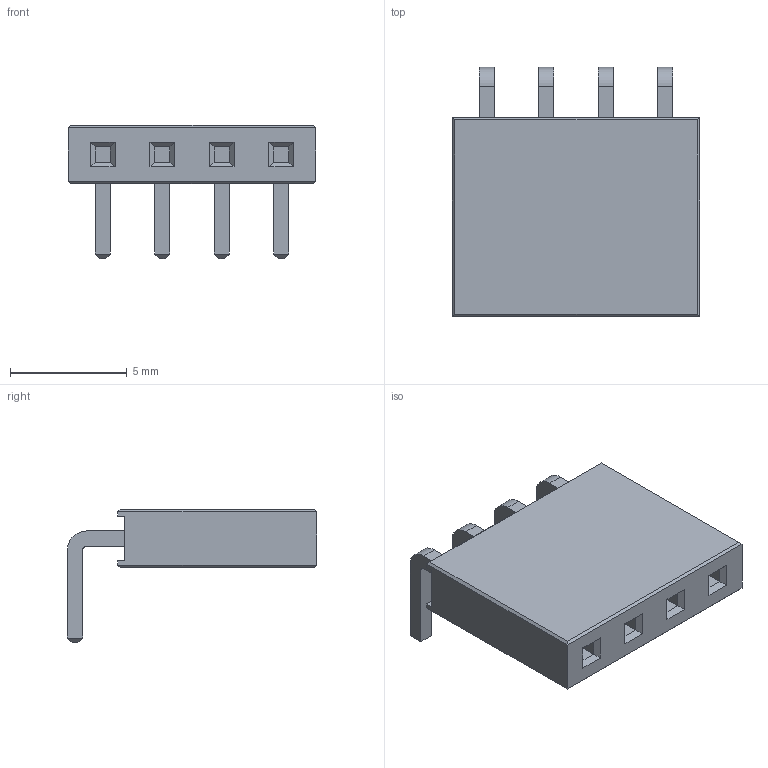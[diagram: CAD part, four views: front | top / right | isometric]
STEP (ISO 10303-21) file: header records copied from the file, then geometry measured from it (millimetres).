
FILE_DESCRIPTION (( 'STEP AP214' ), '1' );
FILE_NAME ('HDR-TH_4P-P2.54-H-F-W10.0-N.STEP', '2022-04-08T13:22:16', ( '微软用户' ), ( '微软中国' ), 'SwSTEP 2.0', 'SolidWorks 2020', '' );
FILE_SCHEMA (( 'AUTOMOTIVE_DESIGN' ));
Length unit declared in the file: millimetre
Products named in the file (1): HDR-TH_4P-P2.54-H-F-W10.0-N
Bounding box: 10.56 x 10.65 x 5.7 mm (x, y, z)
Volume: 221.1 mm3; surface area: 383.5 mm2
Topology: 1 solids, 1 shells, 165 faces, 404 edges, 256 vertices
Faces by surface type: plane 143, bspline 14, cylinder 8
Entity records: 7263 total; most frequent: CARTESIAN_POINT 1624, ORIENTED_EDGE 808, DIRECTION 696, EDGE_CURVE 404, VECTOR 360, LINE 360, VERTEX_POINT 256, EDGE_LOOP 180
